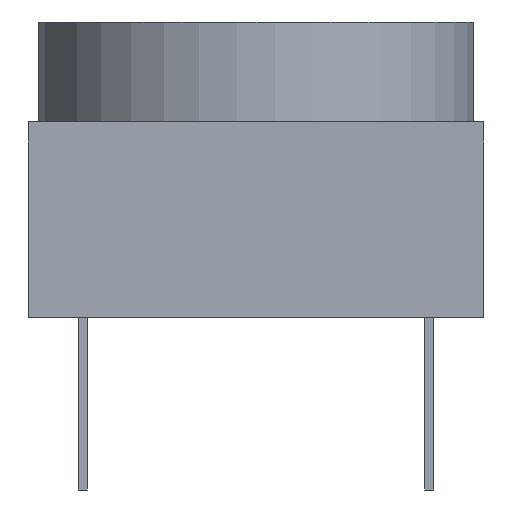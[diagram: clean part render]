
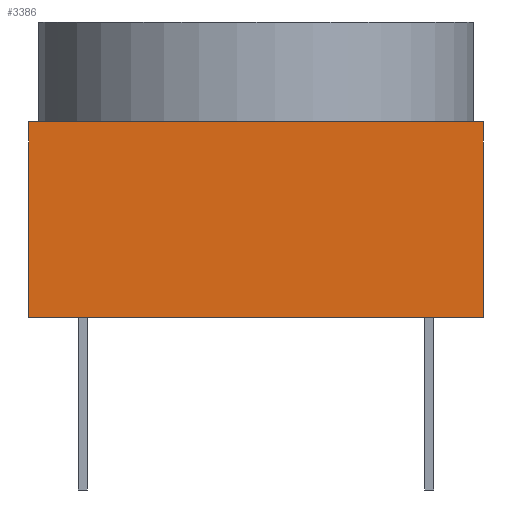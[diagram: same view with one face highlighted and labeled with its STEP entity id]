
A CAD part, front view. The second image highlights one B-rep face of the part: STEP entity #3386.
In plain terms, the highlighted planar face has unit normal (0, -1, 0).
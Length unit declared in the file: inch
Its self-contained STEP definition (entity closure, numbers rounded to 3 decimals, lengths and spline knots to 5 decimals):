
#1226=CARTESIAN_POINT('',(0.19685,-0.19685,-0.10925));
#1227=VERTEX_POINT('',#1226);
#1234=CARTESIAN_POINT('',(-0.19685,-0.19685,-0.10925));
#1235=VERTEX_POINT('',#1234);
#1236=CARTESIAN_POINT('',(-0.19685,-0.19685,-0.10925));
#1237=DIRECTION('',(1.0,0.0,0.0));
#1238=VECTOR('',#1237,0.3937);
#1239=LINE('',#1236,#1238);
#1240=EDGE_CURVE('',#1235,#1227,#1239,.T.);
#3177=CARTESIAN_POINT('',(-0.19685,-0.19685,0.06004));
#3178=VERTEX_POINT('',#3177);
#3185=CARTESIAN_POINT('',(0.19685,-0.19685,0.06004));
#3186=VERTEX_POINT('',#3185);
#3187=CARTESIAN_POINT('',(0.19685,-0.19685,0.06004));
#3188=DIRECTION('',(-1.0,0.0,0.0));
#3189=VECTOR('',#3188,0.3937);
#3190=LINE('',#3187,#3189);
#3191=EDGE_CURVE('',#3186,#3178,#3190,.T.);
#3252=CARTESIAN_POINT('',(-0.19685,-0.19685,0.06004));
#3253=DIRECTION('',(0.0,0.0,-1.0));
#3254=VECTOR('',#3253,0.16929);
#3255=LINE('',#3252,#3254);
#3256=EDGE_CURVE('',#3178,#1235,#3255,.T.);
#3364=CARTESIAN_POINT('',(0.19685,-0.19685,-0.10925));
#3365=DIRECTION('',(0.0,0.0,1.0));
#3366=VECTOR('',#3365,0.16929);
#3367=LINE('',#3364,#3366);
#3368=EDGE_CURVE('',#1227,#3186,#3367,.T.);
#3375=CARTESIAN_POINT('',(-0.21654,-0.19685,0.0685));
#3376=DIRECTION('',(0.0,-1.0,0.0));
#3377=DIRECTION('',(0.0,0.0,-1.0));
#3378=AXIS2_PLACEMENT_3D('',#3375,#3376,#3377);
#3379=PLANE('',#3378);
#3380=ORIENTED_EDGE('',*,*,#3191,.T.);
#3381=ORIENTED_EDGE('',*,*,#3256,.T.);
#3382=ORIENTED_EDGE('',*,*,#1240,.T.);
#3383=ORIENTED_EDGE('',*,*,#3368,.T.);
#3384=EDGE_LOOP('',(#3380,#3381,#3382,#3383));
#3385=FACE_OUTER_BOUND('',#3384,.T.);
#3386=ADVANCED_FACE('',(#3385),#3379,.T.);
